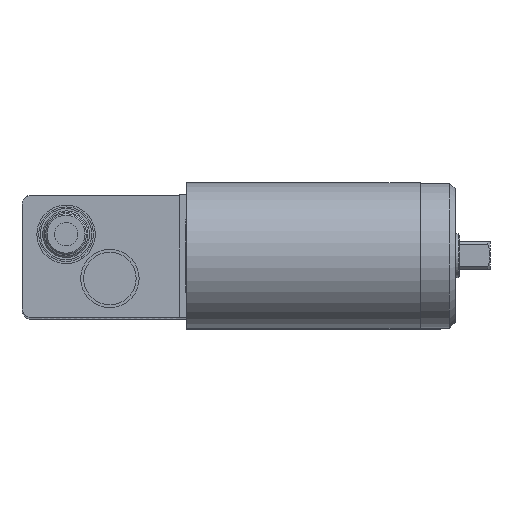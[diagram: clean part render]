
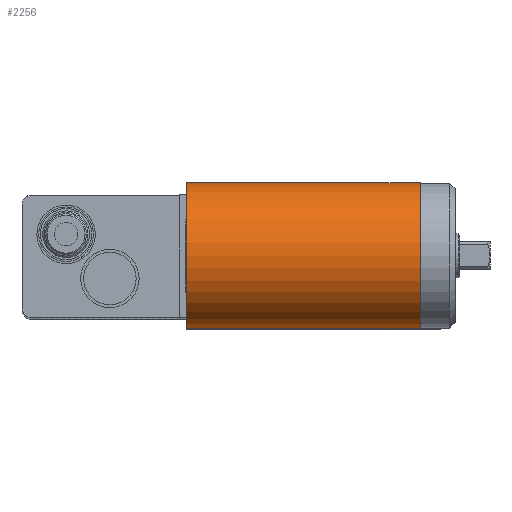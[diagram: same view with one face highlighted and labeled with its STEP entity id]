
A CAD part, top view. The second image highlights one B-rep face of the part: STEP entity #2256.
In plain terms, the highlighted cylindrical face has radius 25 mm (diameter 50 mm), a full revolution.
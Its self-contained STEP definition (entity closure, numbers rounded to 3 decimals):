
#2114=CARTESIAN_POINT('',(25.0,0.,60.0));
#2115=VERTEX_POINT('',#2114);
#2171=CARTESIAN_POINT('',(-25.0,0.,60.0));
#2172=VERTEX_POINT('',#2171);
#2173=CARTESIAN_POINT('',(0.0,0.0,60.0));
#2174=DIRECTION('',(0.0,0.0,-1.0));
#2175=DIRECTION('',(0.0,-1.0,0.0));
#2176=AXIS2_PLACEMENT_3D('',#2173,#2174,#2175);
#2177=CIRCLE('',#2176,25.0);
#2178=EDGE_CURVE('',#2115,#2172,#2177,.T.);
#2214=CARTESIAN_POINT('',(0.0,0.0,0.0));
#2215=DIRECTION('',(0.0,0.0,1.0));
#2216=DIRECTION('',(-1.0,0.0,0.0));
#2217=AXIS2_PLACEMENT_3D('',#2214,#2215,#2216);
#2218=CYLINDRICAL_SURFACE('',#2217,25.0);
#2219=CARTESIAN_POINT('',(-25.0,0.0,0.0));
#2220=VERTEX_POINT('',#2219);
#2221=CARTESIAN_POINT('',(-25.0,0.0,0.0));
#2222=DIRECTION('',(0.0,0.0,1.0));
#2223=VECTOR('',#2222,60.0);
#2224=LINE('',#2221,#2223);
#2225=EDGE_CURVE('',#2220,#2172,#2224,.T.);
#2226=ORIENTED_EDGE('',*,*,#2225,.T.);
#2227=ORIENTED_EDGE('',*,*,#2178,.F.);
#2228=CARTESIAN_POINT('',(25.0,0.,0.0));
#2229=VERTEX_POINT('',#2228);
#2230=CARTESIAN_POINT('',(25.0,0.,60.0));
#2231=DIRECTION('',(0.0,0.0,-1.0));
#2232=VECTOR('',#2231,60.0);
#2233=LINE('',#2230,#2232);
#2234=EDGE_CURVE('',#2115,#2229,#2233,.T.);
#2235=ORIENTED_EDGE('',*,*,#2234,.T.);
#2236=CARTESIAN_POINT('',(0.0,0.0,0.0));
#2237=DIRECTION('',(0.0,0.0,-1.0));
#2238=DIRECTION('',(-1.0,0.0,0.0));
#2239=AXIS2_PLACEMENT_3D('',#2236,#2237,#2238);
#2240=CIRCLE('',#2239,25.0);
#2241=EDGE_CURVE('',#2220,#2229,#2240,.T.);
#2242=ORIENTED_EDGE('',*,*,#2241,.F.);
#2243=EDGE_LOOP('',(#2226,#2227,#2235,#2242));
#2244=FACE_OUTER_BOUND('',#2243,.T.);
#2245=CARTESIAN_POINT('',(25.0,0.,80.0));
#2246=VERTEX_POINT('',#2245);
#2247=CARTESIAN_POINT('',(0.0,0.0,80.0));
#2248=DIRECTION('',(0.0,0.0,-1.0));
#2249=DIRECTION('',(-1.0,0.0,0.0));
#2250=AXIS2_PLACEMENT_3D('',#2247,#2248,#2249);
#2251=CIRCLE('',#2250,25.0);
#2252=EDGE_CURVE('',#2246,#2246,#2251,.T.);
#2253=ORIENTED_EDGE('',*,*,#2252,.T.);
#2254=EDGE_LOOP('',(#2253));
#2255=FACE_BOUND('',#2254,.T.);
#2256=ADVANCED_FACE('',(#2244,#2255),#2218,.T.);
